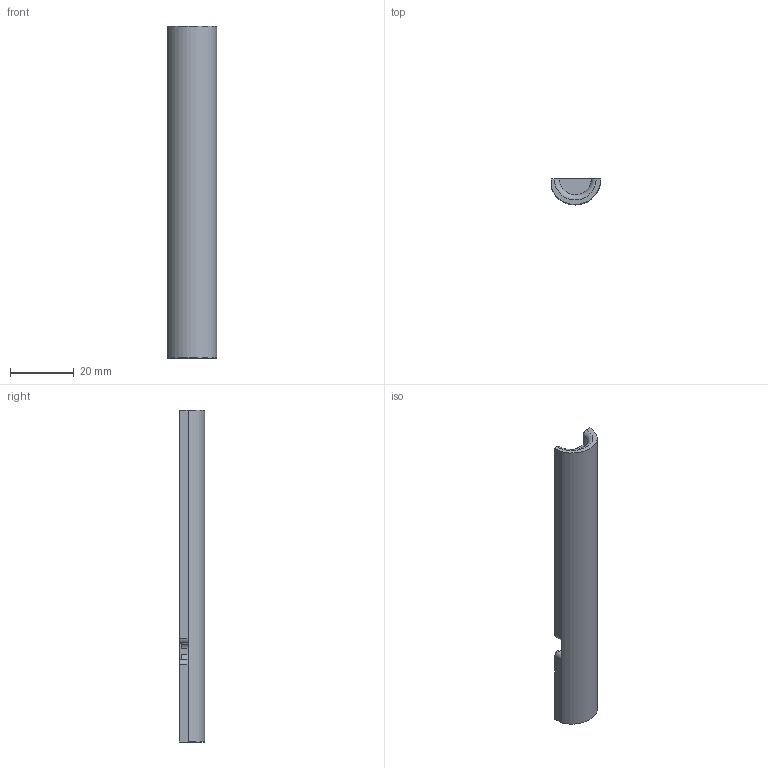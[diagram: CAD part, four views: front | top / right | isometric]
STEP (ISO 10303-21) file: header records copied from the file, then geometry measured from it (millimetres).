
FILE_DESCRIPTION(/* description */ (''),/* implementation_level */ '2;1');
FILE_NAME(/* name */ 'bodyShapeCenterBottom.step',/* time_stamp */ '2021-04-18T16:59:07-05:00',/* author */ (''),/* organization */ (''),/* preprocessor_version */ 'ST-DEVELOPER v18.1',/* originating_system */ 'Autodesk Translation Framework v10.6.0.1341',/* authorisation */ '');
FILE_SCHEMA (('AUTOMOTIVE_DESIGN { 1 0 10303 214 3 1 1 }'));
Length unit declared in the file: millimetre
Products named in the file (1): bodyShapeCenterBottom
Bounding box: 15.5 x 8 x 104.12 mm (x, y, z)
Volume: 7023.1 mm3; surface area: 5086.6 mm2
Topology: 1 solids, 1 shells, 61 faces, 170 edges, 111 vertices
Faces by surface type: plane 29, cylinder 17, torus 11, bspline 4
Full cylindrical faces by diameter (mm): 7.5 x1
Entity records: 2152 total; most frequent: CARTESIAN_POINT 562, ORIENTED_EDGE 340, DIRECTION 308, EDGE_CURVE 170, VERTEX_POINT 111, AXIS2_PLACEMENT_3D 105, LINE 98, VECTOR 98
